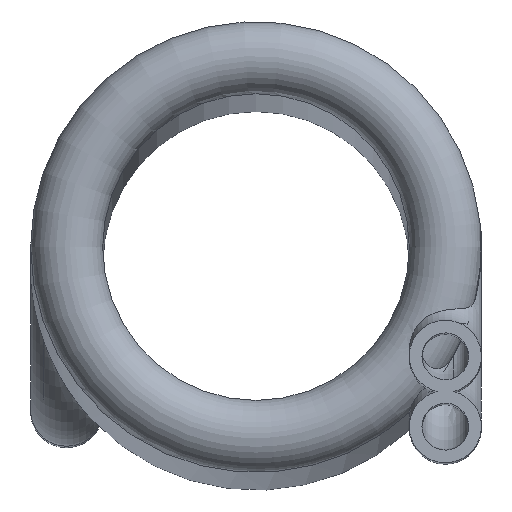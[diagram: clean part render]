
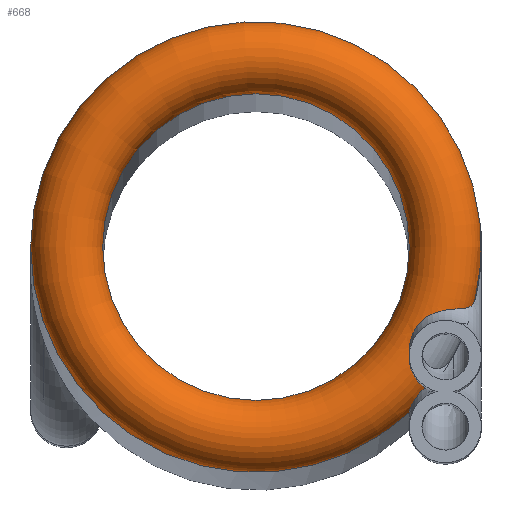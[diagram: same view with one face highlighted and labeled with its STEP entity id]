
A CAD part, top view. The second image highlights one B-rep face of the part: STEP entity #668.
In plain terms, the highlighted toroidal (fillet/blend) face has major radius 10.5 mm and minor radius 2 mm.
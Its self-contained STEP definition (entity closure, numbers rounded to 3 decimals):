
#49=CIRCLE('',#708,8.5);
#50=CIRCLE('',#709,12.5);
#81=ORIENTED_EDGE('',*,*,#199,.T.);
#82=ORIENTED_EDGE('',*,*,#200,.F.);
#83=ORIENTED_EDGE('',*,*,#201,.F.);
#84=ORIENTED_EDGE('',*,*,#202,.F.);
#199=EDGE_CURVE('',#258,#258,#49,.T.);
#200=EDGE_CURVE('',#259,#260,#299,.T.);
#201=EDGE_CURVE('',#261,#259,#50,.T.);
#202=EDGE_CURVE('',#260,#261,#300,.T.);
#258=VERTEX_POINT('',#922);
#259=VERTEX_POINT('',#936);
#260=VERTEX_POINT('',#937);
#261=VERTEX_POINT('',#939);
#299=B_SPLINE_CURVE_WITH_KNOTS('',3,(#923,#924,#925,#926,#927,#928,#929,
#930,#931,#932,#933,#934,#935),.UNSPECIFIED.,.F.,.F.,(4,1,1,1,1,1,1,1,1,
1,4),(-0.003,-0.002,0.,0.001,
0.002,0.003,0.004,0.004,
0.005,0.005,0.006),
 .UNSPECIFIED.);
#300=B_SPLINE_CURVE_WITH_KNOTS('',3,(#940,#941,#942,#943,#944,#945,#946),
 .UNSPECIFIED.,.F.,.F.,(4,1,1,1,4),(0.001,0.002,
0.002,0.003,0.004),
 .UNSPECIFIED.);
#321=EDGE_LOOP('',(#81));
#322=EDGE_LOOP('',(#82,#83,#84));
#370=FACE_BOUND('',#321,.T.);
#371=FACE_BOUND('',#322,.T.);
#419=TOROIDAL_SURFACE('',#707,10.5,2.);
#668=ADVANCED_FACE('',(#370,#371),#419,.T.);
#707=AXIS2_PLACEMENT_3D('',#920,#776,#777);
#708=AXIS2_PLACEMENT_3D('',#921,#778,#779);
#709=AXIS2_PLACEMENT_3D('',#938,#780,#781);
#776=DIRECTION('',(0.,0.,-1.));
#777=DIRECTION('',(-1.,0.,0.));
#778=DIRECTION('',(0.,0.,-1.));
#779=DIRECTION('',(-1.,0.,0.));
#780=DIRECTION('',(0.,0.,-1.));
#781=DIRECTION('',(-1.,0.,0.));
#920=CARTESIAN_POINT('',(0.,12.5,-2.));
#921=CARTESIAN_POINT('',(0.,12.5,-2.));
#922=CARTESIAN_POINT('',(-8.5,12.5,-2.));
#923=CARTESIAN_POINT('',(12.167,9.632,-2.));
#924=CARTESIAN_POINT('',(12.106,9.376,-1.712));
#925=CARTESIAN_POINT('',(11.874,9.081,-0.999));
#926=CARTESIAN_POINT('',(11.004,9.085,-0.153));
#927=CARTESIAN_POINT('',(9.825,8.916,0.068));
#928=CARTESIAN_POINT('',(8.853,8.218,-0.121));
#929=CARTESIAN_POINT('',(8.506,7.273,-0.059));
#930=CARTESIAN_POINT('',(8.488,6.501,0.009));
#931=CARTESIAN_POINT('',(8.623,5.926,-0.007));
#932=CARTESIAN_POINT('',(8.928,5.44,-0.172));
#933=CARTESIAN_POINT('',(9.474,5.07,-0.623));
#934=CARTESIAN_POINT('',(9.86,5.12,-1.096));
#935=CARTESIAN_POINT('',(10.056,5.225,-1.411));
#936=CARTESIAN_POINT('',(12.167,9.632,-2.));
#937=CARTESIAN_POINT('',(10.056,5.225,-1.411));
#938=CARTESIAN_POINT('',(0.,12.5,-2.));
#939=CARTESIAN_POINT('',(8.5,3.335,-2.));
#940=CARTESIAN_POINT('',(10.056,5.225,-1.411));
#941=CARTESIAN_POINT('',(9.896,5.097,-1.234));
#942=CARTESIAN_POINT('',(9.507,4.828,-0.943));
#943=CARTESIAN_POINT('',(8.89,4.258,-0.821));
#944=CARTESIAN_POINT('',(8.511,3.534,-1.164));
#945=CARTESIAN_POINT('',(8.499,3.334,-1.724));
#946=CARTESIAN_POINT('',(8.5,3.335,-2.));
